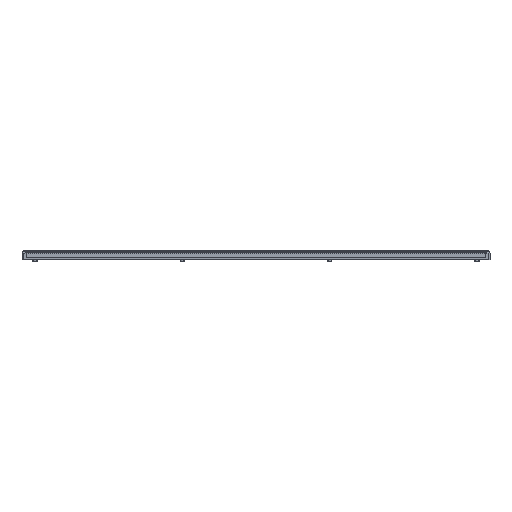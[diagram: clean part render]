
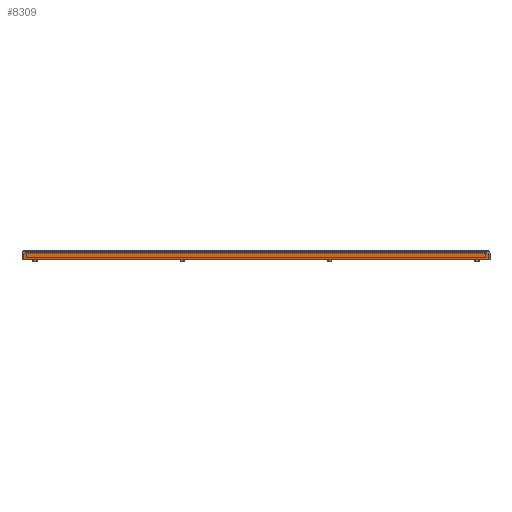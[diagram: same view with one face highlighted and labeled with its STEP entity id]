
A CAD part, front view. The second image highlights one B-rep face of the part: STEP entity #8309.
In plain terms, the highlighted planar face has unit normal (0, -1, 0).
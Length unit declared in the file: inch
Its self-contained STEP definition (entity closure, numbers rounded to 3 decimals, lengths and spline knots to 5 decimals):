
#42 = CARTESIAN_POINT ( 'NONE',  ( -10.75, -15.75, 0.2095 ) ) ;
#48 = DIRECTION ( 'NONE',  ( -1., 0., 0. ) ) ;
#301 = EDGE_CURVE ( 'NONE', #4769, #727, #1924, .T. ) ;
#727 = VERTEX_POINT ( 'NONE', #6460 ) ;
#1071 = EDGE_CURVE ( 'NONE', #4754, #1782, #6137, .T. ) ;
#1442 = ORIENTED_EDGE ( 'NONE', *, *, #1071, .T. ) ;
#1782 = VERTEX_POINT ( 'NONE', #8643 ) ;
#1790 = LINE ( 'NONE', #4473, #7850 ) ;
#1924 = LINE ( 'NONE', #4608, #6085 ) ;
#2225 = EDGE_LOOP ( 'NONE', ( #3279, #8561, #1442, #5720 ) ) ;
#2692 = VECTOR ( 'NONE', #4011, 39.37008 ) ;
#3279 = ORIENTED_EDGE ( 'NONE', *, *, #301, .F. ) ;
#3284 = DIRECTION ( 'NONE',  ( 0., 0., 1. ) ) ;
#3404 = LINE ( 'NONE', #6103, #3640 ) ;
#3461 = CARTESIAN_POINT ( 'NONE',  ( -10.75, -15.75, 0.09769 ) ) ;
#3640 = VECTOR ( 'NONE', #48, 39.37008 ) ;
#3985 = CARTESIAN_POINT ( 'NONE',  ( -10.75, -15.75, 0.2095 ) ) ;
#4011 = DIRECTION ( 'NONE',  ( 0., 0., -1. ) ) ;
#4071 = DIRECTION ( 'NONE',  ( 0., 1., 0. ) ) ;
#4473 = CARTESIAN_POINT ( 'NONE',  ( -10.75, -15.75, -0.21255 ) ) ;
#4608 = CARTESIAN_POINT ( 'NONE',  ( 10.75, -15.75, 0.2095 ) ) ;
#4754 = VERTEX_POINT ( 'NONE', #3461 ) ;
#4769 = VERTEX_POINT ( 'NONE', #7444 ) ;
#5312 = FACE_OUTER_BOUND ( 'NONE', #2225, .T. ) ;
#5720 = ORIENTED_EDGE ( 'NONE', *, *, #7486, .T. ) ;
#6085 = VECTOR ( 'NONE', #7312, 39.37008 ) ;
#6103 = CARTESIAN_POINT ( 'NONE',  ( -10.75, -15.75, 0.09769 ) ) ;
#6137 = LINE ( 'NONE', #42, #2692 ) ;
#6460 = CARTESIAN_POINT ( 'NONE',  ( 10.75, -15.75, -0.21255 ) ) ;
#7161 = AXIS2_PLACEMENT_3D ( 'NONE', #3985, #4071, #3284 ) ;
#7175 = DIRECTION ( 'NONE',  ( 1., 0., 0. ) ) ;
#7312 = DIRECTION ( 'NONE',  ( 0., 0., -1. ) ) ;
#7444 = CARTESIAN_POINT ( 'NONE',  ( 10.75, -15.75, 0.09769 ) ) ;
#7486 = EDGE_CURVE ( 'NONE', #1782, #727, #1790, .T. ) ;
#7850 = VECTOR ( 'NONE', #7175, 39.37008 ) ;
#8013 = PLANE ( 'NONE',  #7161 ) ;
#8309 = ADVANCED_FACE ( 'NONE', ( #5312 ), #8013, .F. ) ;
#8561 = ORIENTED_EDGE ( 'NONE', *, *, #8756, .T. ) ;
#8643 = CARTESIAN_POINT ( 'NONE',  ( -10.75, -15.75, -0.21255 ) ) ;
#8756 = EDGE_CURVE ( 'NONE', #4769, #4754, #3404, .T. ) ;
